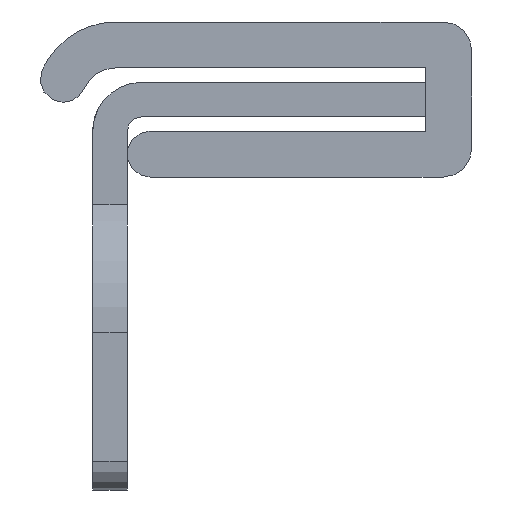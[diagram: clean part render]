
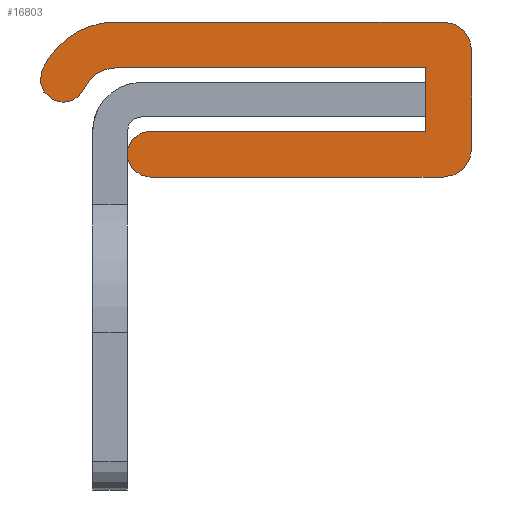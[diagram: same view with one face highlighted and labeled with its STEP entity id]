
A CAD part, left-side view. The second image highlights one B-rep face of the part: STEP entity #16803.
In plain terms, the highlighted planar face has unit normal (-1, 0, 0).
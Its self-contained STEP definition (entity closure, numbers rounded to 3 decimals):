
#14=CARTESIAN_POINT('',(-500.,4.883,-0.1));
#15=DIRECTION('',(-1.,0.,0.));
#16=DIRECTION('',(0.,0.,1.));
#17=AXIS2_PLACEMENT_3D('',#14,#15,#16);
#19=CARTESIAN_POINT('',(-500.,6.717,0.7));
#20=DIRECTION('',(1.,0.,0.));
#21=DIRECTION('',(0.,-0.917,-0.4));
#22=AXIS2_PLACEMENT_3D('',#19,#20,#21);
#24=CARTESIAN_POINT('',(-500.,6.717,0.7));
#25=DIRECTION('',(1.,0.,0.));
#26=DIRECTION('',(0.,0.,-1.));
#27=AXIS2_PLACEMENT_3D('',#24,#25,#26);
#29=CARTESIAN_POINT('',(-500.,4.883,-0.1));
#30=DIRECTION('',(1.,0.,0.));
#31=DIRECTION('',(0.,0.917,0.4));
#32=AXIS2_PLACEMENT_3D('',#29,#30,#31);
#34=CARTESIAN_POINT('',(-500.,-6.517,1.7));
#35=DIRECTION('',(1.,0.,0.));
#36=DIRECTION('',(0.,0.,1.));
#37=AXIS2_PLACEMENT_3D('',#34,#35,#36);
#39=CARTESIAN_POINT('',(-500.,-6.517,-1.7));
#40=DIRECTION('',(1.,0.,0.));
#41=DIRECTION('',(0.,-1.,0.));
#42=AXIS2_PLACEMENT_3D('',#39,#40,#41);
#44=CARTESIAN_POINT('',(-500.,3.683,-1.9));
#45=DIRECTION('',(1.,0.,0.));
#46=DIRECTION('',(0.,0.,-1.));
#47=AXIS2_PLACEMENT_3D('',#44,#45,#46);
#49=DIRECTION('',(0.,-1.,0.));
#50=VECTOR('',#49,10.8);
#51=CARTESIAN_POINT('',(-500.,4.883,1.1));
#52=LINE('',#51,#50);
#57=DIRECTION('',(0.,0.,-1.));
#58=VECTOR('',#57,2.2);
#59=CARTESIAN_POINT('',(-500.,-5.917,1.1));
#60=LINE('',#59,#58);
#81=DIRECTION('',(0.,1.,0.));
#82=VECTOR('',#81,9.6);
#83=CARTESIAN_POINT('',(-500.,-5.917,-1.1));
#84=LINE('',#83,#82);
#93=DIRECTION('',(0.,-1.,0.));
#94=VECTOR('',#93,10.2);
#95=CARTESIAN_POINT('',(-500.,3.683,-2.7));
#96=LINE('',#95,#94);
#105=DIRECTION('',(0.,0.,1.));
#106=VECTOR('',#105,3.4);
#107=CARTESIAN_POINT('',(-500.,-7.517,-1.7));
#108=LINE('',#107,#106);
#117=DIRECTION('',(0.,1.,0.));
#118=VECTOR('',#117,11.4);
#119=CARTESIAN_POINT('',(-500.,-6.517,2.7));
#120=LINE('',#119,#118);
#12826=CARTESIAN_POINT('',(-500.,4.883,1.1));
#12827=CARTESIAN_POINT('',(-500.,5.983,0.38));
#12828=VERTEX_POINT('',#12826);
#12829=VERTEX_POINT('',#12827);
#12830=CARTESIAN_POINT('',(-500.,6.717,-0.1));
#12831=VERTEX_POINT('',#12830);
#12832=CARTESIAN_POINT('',(-500.,7.45,1.02));
#12833=VERTEX_POINT('',#12832);
#12834=CARTESIAN_POINT('',(-500.,4.883,2.7));
#12835=VERTEX_POINT('',#12834);
#12836=CARTESIAN_POINT('',(-500.,-6.517,2.7));
#12837=VERTEX_POINT('',#12836);
#12838=CARTESIAN_POINT('',(-500.,-7.517,1.7));
#12839=VERTEX_POINT('',#12838);
#12840=CARTESIAN_POINT('',(-500.,-7.517,-1.7));
#12841=VERTEX_POINT('',#12840);
#12842=CARTESIAN_POINT('',(-500.,-6.517,-2.7));
#12843=VERTEX_POINT('',#12842);
#12844=CARTESIAN_POINT('',(-500.,3.683,-2.7));
#12845=VERTEX_POINT('',#12844);
#12846=CARTESIAN_POINT('',(-500.,3.683,-1.1));
#12847=VERTEX_POINT('',#12846);
#12848=CARTESIAN_POINT('',(-500.,-5.917,-1.1));
#12849=VERTEX_POINT('',#12848);
#12850=CARTESIAN_POINT('',(-500.,-5.917,1.1));
#12851=VERTEX_POINT('',#12850);
#16770=CARTESIAN_POINT('',(-500.,0.,0.));
#16771=DIRECTION('',(1.,0.,0.));
#16772=DIRECTION('',(0.,0.,-1.));
#16773=AXIS2_PLACEMENT_3D('',#16770,#16771,#16772);
#16774=PLANE('',#16773);
#16776=ORIENTED_EDGE('',*,*,#16775,.T.);
#16778=ORIENTED_EDGE('',*,*,#16777,.T.);
#16780=ORIENTED_EDGE('',*,*,#16779,.T.);
#16782=ORIENTED_EDGE('',*,*,#16781,.T.);
#16784=ORIENTED_EDGE('',*,*,#16783,.F.);
#16786=ORIENTED_EDGE('',*,*,#16785,.T.);
#16788=ORIENTED_EDGE('',*,*,#16787,.F.);
#16790=ORIENTED_EDGE('',*,*,#16789,.T.);
#16792=ORIENTED_EDGE('',*,*,#16791,.F.);
#16794=ORIENTED_EDGE('',*,*,#16793,.T.);
#16796=ORIENTED_EDGE('',*,*,#16795,.F.);
#16798=ORIENTED_EDGE('',*,*,#16797,.F.);
#16800=ORIENTED_EDGE('',*,*,#16799,.F.);
#16801=EDGE_LOOP('',(#16776,#16778,#16780,#16782,#16784,#16786,#16788,#16790,
#16792,#16794,#16796,#16798,#16800));
#16802=FACE_OUTER_BOUND('',#16801,.F.);
#18=CIRCLE('',#17,1.2);
#23=CIRCLE('',#22,0.8);
#28=CIRCLE('',#27,0.8);
#33=CIRCLE('',#32,2.8);
#38=CIRCLE('',#37,1.);
#43=CIRCLE('',#42,1.);
#48=CIRCLE('',#47,0.8);
#16775=EDGE_CURVE('',#12828,#12829,#18,.T.);
#16777=EDGE_CURVE('',#12829,#12831,#23,.T.);
#16779=EDGE_CURVE('',#12831,#12833,#28,.T.);
#16781=EDGE_CURVE('',#12833,#12835,#33,.T.);
#16783=EDGE_CURVE('',#12837,#12835,#120,.T.);
#16785=EDGE_CURVE('',#12837,#12839,#38,.T.);
#16787=EDGE_CURVE('',#12841,#12839,#108,.T.);
#16789=EDGE_CURVE('',#12841,#12843,#43,.T.);
#16791=EDGE_CURVE('',#12845,#12843,#96,.T.);
#16793=EDGE_CURVE('',#12845,#12847,#48,.T.);
#16795=EDGE_CURVE('',#12849,#12847,#84,.T.);
#16797=EDGE_CURVE('',#12851,#12849,#60,.T.);
#16799=EDGE_CURVE('',#12828,#12851,#52,.T.);
#16803=ADVANCED_FACE('',(#16802),#16774,.F.);
